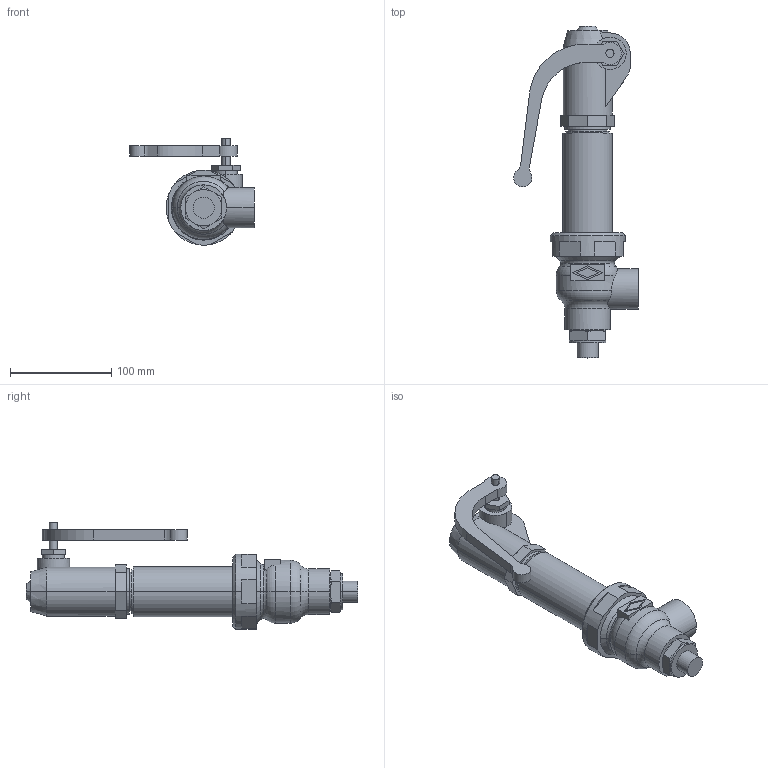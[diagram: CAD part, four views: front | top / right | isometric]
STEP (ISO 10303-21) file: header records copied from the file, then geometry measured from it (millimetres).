
FILE_DESCRIPTION(('OneSpaceDesigner STEP Export'),'2;1');
FILE_NAME('c000000577.stp','2005-04-22T13:26:24',(''),(''),'OneSpace Designer STEP processor (Jan. 2003) for AP203(Solid Model)','OneSpace Designer 12.01D 09-Jul-2004 (C) CoCreate Software GmbH','');
FILE_SCHEMA(('CONFIG_CONTROL_DESIGN'));
Length unit declared in the file: millimetre
Products named in the file (1): 1
Bounding box: 123.04 x 327.5 x 105 mm (x, y, z)
Volume: 756424.5 mm3; surface area: 79041.5 mm2
Topology: 1 solids, 1 shells, 154 faces, 373 edges, 239 vertices
Faces by surface type: plane 77, cylinder 46, cone 20, torus 11
Entity records: 4321 total; most frequent: CARTESIAN_POINT 934, ORIENTED_EDGE 746, DIRECTION 620, EDGE_CURVE 373, VERTEX_POINT 239, AXIS2_PLACEMENT_3D 219, VECTOR 182, LINE 182
